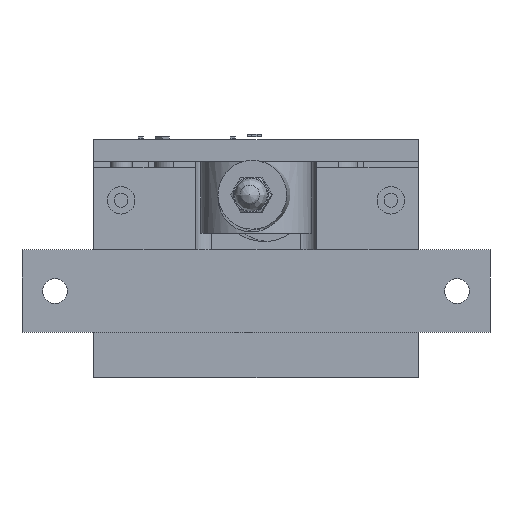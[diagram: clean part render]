
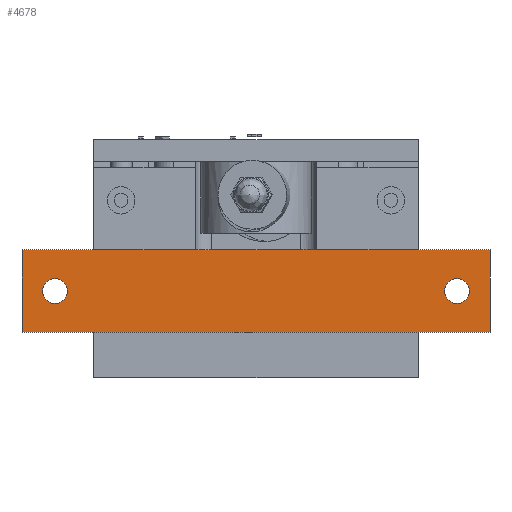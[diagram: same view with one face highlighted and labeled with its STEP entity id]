
A CAD part, left-side view. The second image highlights one B-rep face of the part: STEP entity #4678.
In plain terms, the highlighted planar face has unit normal (-1, 0, 0).
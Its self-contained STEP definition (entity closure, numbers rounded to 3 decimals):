
#4678=ADVANCED_FACE('',(#9695,#9696,#9697),#9698,.F.);
#9695=FACE_BOUND('',#15525,.T.);
#9696=FACE_OUTER_BOUND('',#15526,.T.);
#9697=FACE_BOUND('',#15527,.T.);
#9698=PLANE('',#15528);
#15525=EDGE_LOOP('',(#26465));
#15526=EDGE_LOOP('',(#26466,#26467,#26468,#26469));
#15527=EDGE_LOOP('',(#26470));
#15528=AXIS2_PLACEMENT_3D('',#26471,#26472,#26473);
#26465=ORIENTED_EDGE('',*,*,#39528,.T.);
#26466=ORIENTED_EDGE('',*,*,#36217,.T.);
#26467=ORIENTED_EDGE('',*,*,#36185,.F.);
#26468=ORIENTED_EDGE('',*,*,#35350,.F.);
#26469=ORIENTED_EDGE('',*,*,#39000,.T.);
#26470=ORIENTED_EDGE('',*,*,#38884,.F.);
#26471=CARTESIAN_POINT('',(10.,47.628,22.567));
#26472=DIRECTION('',(1.,0.,0.));
#26473=DIRECTION('',(0.,0.,-1.));
#35350=EDGE_CURVE('',#41971,#41972,#41973,.T.);
#36185=EDGE_CURVE('',#41972,#43498,#43502,.T.);
#36217=EDGE_CURVE('',#43556,#43498,#43557,.T.);
#38884=EDGE_CURVE('',#47860,#47860,#47861,.T.);
#39000=EDGE_CURVE('',#41971,#43556,#48033,.T.);
#39528=EDGE_CURVE('',#48778,#48778,#48779,.T.);
#41971=VERTEX_POINT('',#51792);
#41972=VERTEX_POINT('',#51793);
#41973=LINE('',#51794,#51795);
#43498=VERTEX_POINT('',#54103);
#43502=LINE('',#54109,#54110);
#43556=VERTEX_POINT('',#54188);
#43557=LINE('',#54189,#54190);
#47860=VERTEX_POINT('',#60638);
#47861=CIRCLE('',#60639,4.5);
#48033=LINE('',#60882,#60883);
#48778=VERTEX_POINT('',#62006);
#48779=CIRCLE('',#62007,4.5);
#51792=CARTESIAN_POINT('',(10.,47.628,22.567));
#51793=CARTESIAN_POINT('',(10.,-122.372,22.567));
#51794=CARTESIAN_POINT('',(10.,47.628,22.567));
#51795=VECTOR('',#66192,1.);
#54103=CARTESIAN_POINT('',(10.,-122.372,-7.433));
#54109=CARTESIAN_POINT('',(10.,-122.372,22.567));
#54110=VECTOR('',#66964,1.);
#54188=CARTESIAN_POINT('',(10.,47.628,-7.433));
#54189=CARTESIAN_POINT('',(10.,47.628,-7.433));
#54190=VECTOR('',#66989,1.);
#60638=CARTESIAN_POINT('',(10.,40.128,7.567));
#60639=AXIS2_PLACEMENT_3D('',#69367,#69368,#69369);
#60882=CARTESIAN_POINT('',(10.,47.628,22.567));
#60883=VECTOR('',#69472,1.);
#62006=CARTESIAN_POINT('',(10.,-105.872,7.567));
#62007=AXIS2_PLACEMENT_3D('',#69906,#69907,#69908);
#66192=DIRECTION('',(0.,-1.,0.));
#66964=DIRECTION('',(0.,0.,-1.));
#66989=DIRECTION('',(0.,-1.,0.));
#69367=CARTESIAN_POINT('',(10.,35.628,7.567));
#69368=DIRECTION('',(-1.,0.,0.));
#69369=DIRECTION('',(0.,1.,0.));
#69472=DIRECTION('',(0.,0.,-1.));
#69906=CARTESIAN_POINT('',(10.,-110.372,7.567));
#69907=DIRECTION('',(1.,0.,0.));
#69908=DIRECTION('',(0.,1.,0.));
